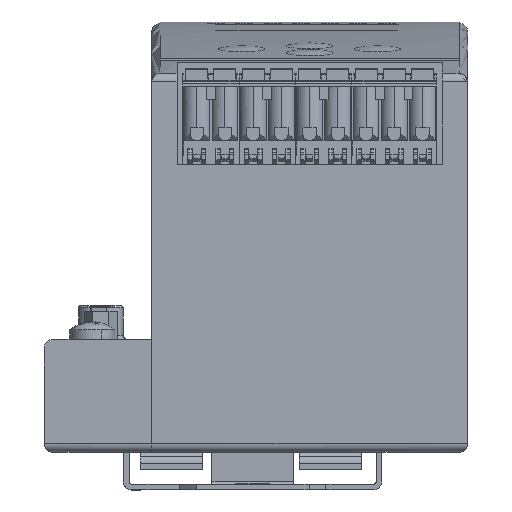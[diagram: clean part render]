
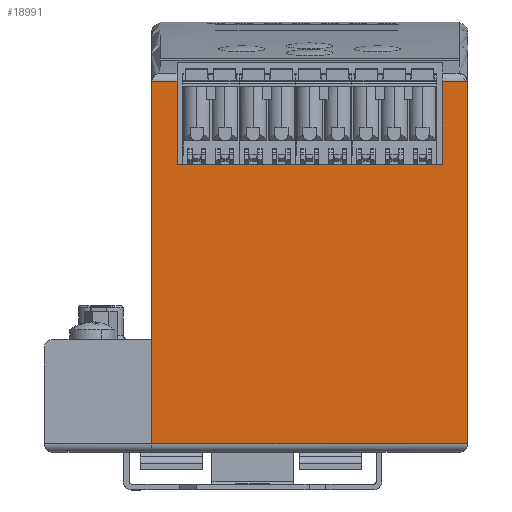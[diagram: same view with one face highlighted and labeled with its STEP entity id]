
A CAD part, front view. The second image highlights one B-rep face of the part: STEP entity #18991.
In plain terms, the highlighted planar face has unit normal (0, -1, 0).
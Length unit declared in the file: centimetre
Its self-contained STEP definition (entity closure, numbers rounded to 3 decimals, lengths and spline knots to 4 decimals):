
#622=PLANE('',#24913);
#1309=B_SPLINE_CURVE_WITH_KNOTS('',3,(#26695,#26696,#26697,#26698,#26699,
#26700,#26701,#26702,#26703,#26704,#26705,#26706,#26707,#26708,#26709,#26710,
#26711,#26712,#26713,#26714,#26715,#26716,#26717,#26718,#26719,#26720,#26721,
#26722,#26723,#26724,#26725,#26726,#26727,#26728),.UNSPECIFIED.,.T.,.U.,
(4,2,2,2,2,2,2,2,2,2,2,2,2,2,2,2,4),(0.,0.0553,0.111,
0.167,0.2234,0.2798,0.3358,
0.3915,0.4468,0.5022,0.5578,
0.6139,0.6702,0.7266,0.7827,
0.8383,0.8937),.UNSPECIFIED.);
#1312=B_SPLINE_CURVE_WITH_KNOTS('',3,(#26773,#26774,#26775,#26776,#26777,
#26778,#26779,#26780,#26781,#26782,#26783,#26784,#26785,#26786,#26787,#26788,
#26789,#26790,#26791,#26792,#26793,#26794,#26795,#26796,#26797,#26798,#26799,
#26800,#26801,#26802,#26803,#26804,#26805,#26806),.UNSPECIFIED.,.T.,.U.,
(4,2,2,2,2,2,2,2,2,2,2,2,2,2,2,2,4),(0.,0.0553,0.111,
0.167,0.2234,0.2798,0.3358,0.3915,
0.4468,0.5022,0.5578,0.6139,
0.6702,0.7266,0.7827,0.8383,0.8937),
 .UNSPECIFIED.);
#1363=VECTOR('',#20093,1.);
#1366=VECTOR('',#20102,1.);
#1371=VECTOR('',#20120,1.);
#1374=VECTOR('',#20126,1.);
#1378=VECTOR('',#20135,1.);
#1379=VECTOR('',#20136,1.);
#1380=VECTOR('',#20137,1.);
#1381=VECTOR('',#20138,1.);
#3304=LINE('',#26747,#1363);
#3307=LINE('',#26755,#1366);
#3312=LINE('',#26820,#1371);
#3315=LINE('',#26825,#1374);
#3319=LINE('',#26836,#1378);
#3320=LINE('',#26837,#1379);
#3321=LINE('',#26838,#1380);
#3322=LINE('',#26840,#1381);
#5556=VERTEX_POINT('',#26694);
#5557=VERTEX_POINT('',#26729);
#5558=VERTEX_POINT('',#26744);
#5561=VERTEX_POINT('',#26754);
#5562=VERTEX_POINT('',#26756);
#5564=VERTEX_POINT('',#26807);
#5565=VERTEX_POINT('',#26814);
#5568=VERTEX_POINT('',#26819);
#5569=VERTEX_POINT('',#26826);
#5572=VERTEX_POINT('',#26839);
#8089=EDGE_CURVE('',#5556,#5557,#1309,.T.);
#8093=EDGE_CURVE('',#5557,#5558,#3304,.T.);
#8097=EDGE_CURVE('',#5561,#5562,#3307,.T.);
#8101=EDGE_CURVE('',#5562,#5564,#1312,.T.);
#8108=EDGE_CURVE('',#5568,#5565,#3312,.T.);
#8111=EDGE_CURVE('',#5569,#5558,#3315,.T.);
#8117=EDGE_CURVE('',#5556,#5565,#3319,.T.);
#8118=EDGE_CURVE('',#5568,#5564,#3320,.T.);
#8119=EDGE_CURVE('',#5561,#5572,#3321,.T.);
#8120=EDGE_CURVE('',#5572,#5569,#3322,.T.);
#10992=ORIENTED_EDGE('',*,*,#8093,.F.);
#10993=ORIENTED_EDGE('',*,*,#8089,.F.);
#10994=ORIENTED_EDGE('',*,*,#8117,.T.);
#10995=ORIENTED_EDGE('',*,*,#8108,.F.);
#10996=ORIENTED_EDGE('',*,*,#8118,.T.);
#10997=ORIENTED_EDGE('',*,*,#8101,.F.);
#10998=ORIENTED_EDGE('',*,*,#8097,.F.);
#10999=ORIENTED_EDGE('',*,*,#8119,.T.);
#11000=ORIENTED_EDGE('',*,*,#8120,.T.);
#11001=ORIENTED_EDGE('',*,*,#8111,.T.);
#16661=EDGE_LOOP('',(#10992,#10993,#10994,#10995,#10996,#10997,#10998,#10999,
#11000,#11001));
#17826=FACE_BOUND('',#16661,.T.);
#18991=ADVANCED_FACE('',(#17826),#622,.T.);
#20093=DIRECTION('',(1.,0.,0.));
#20102=DIRECTION('',(1.,0.,0.));
#20120=DIRECTION('',(-1.,0.,0.));
#20126=DIRECTION('',(0.,0.,1.));
#20134=DIRECTION('',(0.,-1.,0.));
#20135=DIRECTION('',(0.,0.,-1.));
#20136=DIRECTION('',(0.,0.,1.));
#20137=DIRECTION('',(0.,0.,-1.));
#20138=DIRECTION('',(-1.,0.,0.));
#24913=AXIS2_PLACEMENT_3D('',#26835,#20134,$);
#26694=CARTESIAN_POINT('',(-2.8,-6.05,6.5483));
#26695=CARTESIAN_POINT('',(-2.65,-6.05,6.7));
#26696=CARTESIAN_POINT('',(-2.6316,-6.05,6.7));
#26697=CARTESIAN_POINT('',(-2.6099,-6.05,6.6956));
#26698=CARTESIAN_POINT('',(-2.5757,-6.05,6.6814));
#26699=CARTESIAN_POINT('',(-2.5572,-6.05,6.669));
#26700=CARTESIAN_POINT('',(-2.531,-6.05,6.6425));
#26701=CARTESIAN_POINT('',(-2.5186,-6.05,6.6239));
#26702=CARTESIAN_POINT('',(-2.5044,-6.05,6.5892));
#26703=CARTESIAN_POINT('',(-2.5,-6.05,6.5671));
#26704=CARTESIAN_POINT('',(-2.5,-6.05,6.5295));
#26705=CARTESIAN_POINT('',(-2.5044,-6.05,6.5074));
#26706=CARTESIAN_POINT('',(-2.5186,-6.05,6.4727));
#26707=CARTESIAN_POINT('',(-2.531,-6.05,6.454));
#26708=CARTESIAN_POINT('',(-2.5572,-6.05,6.4276));
#26709=CARTESIAN_POINT('',(-2.5757,-6.05,6.4152));
#26710=CARTESIAN_POINT('',(-2.6099,-6.05,6.4009));
#26711=CARTESIAN_POINT('',(-2.6316,-6.05,6.3966));
#26712=CARTESIAN_POINT('',(-2.6684,-6.05,6.3966));
#26713=CARTESIAN_POINT('',(-2.6901,-6.05,6.4009));
#26714=CARTESIAN_POINT('',(-2.7243,-6.05,6.4152));
#26715=CARTESIAN_POINT('',(-2.7428,-6.05,6.4276));
#26716=CARTESIAN_POINT('',(-2.769,-6.05,6.454));
#26717=CARTESIAN_POINT('',(-2.7814,-6.05,6.4727));
#26718=CARTESIAN_POINT('',(-2.7956,-6.05,6.5074));
#26719=CARTESIAN_POINT('',(-2.8,-6.05,6.5295));
#26720=CARTESIAN_POINT('',(-2.8,-6.05,6.5671));
#26721=CARTESIAN_POINT('',(-2.7956,-6.05,6.5892));
#26722=CARTESIAN_POINT('',(-2.7814,-6.05,6.6239));
#26723=CARTESIAN_POINT('',(-2.769,-6.05,6.6425));
#26724=CARTESIAN_POINT('',(-2.7428,-6.05,6.669));
#26725=CARTESIAN_POINT('',(-2.7243,-6.05,6.6814));
#26726=CARTESIAN_POINT('',(-2.6901,-6.05,6.6956));
#26727=CARTESIAN_POINT('',(-2.6684,-6.05,6.7));
#26728=CARTESIAN_POINT('',(-2.65,-6.05,6.7));
#26729=CARTESIAN_POINT('',(-2.7983,-6.05,6.5709));
#26744=CARTESIAN_POINT('',(-2.35,-6.05,6.5709));
#26747=CARTESIAN_POINT('',(-2.8,-6.05,6.5709));
#26754=CARTESIAN_POINT('',(2.35,-6.05,6.5709));
#26755=CARTESIAN_POINT('',(-2.8,-6.05,6.5709));
#26756=CARTESIAN_POINT('',(2.7983,-6.05,6.5709));
#26773=CARTESIAN_POINT('',(2.65,-6.05,6.7));
#26774=CARTESIAN_POINT('',(2.6684,-6.05,6.7));
#26775=CARTESIAN_POINT('',(2.6901,-6.05,6.6956));
#26776=CARTESIAN_POINT('',(2.7243,-6.05,6.6814));
#26777=CARTESIAN_POINT('',(2.7428,-6.05,6.669));
#26778=CARTESIAN_POINT('',(2.769,-6.05,6.6425));
#26779=CARTESIAN_POINT('',(2.7814,-6.05,6.6239));
#26780=CARTESIAN_POINT('',(2.7956,-6.05,6.5892));
#26781=CARTESIAN_POINT('',(2.8,-6.05,6.5671));
#26782=CARTESIAN_POINT('',(2.8,-6.05,6.5295));
#26783=CARTESIAN_POINT('',(2.7956,-6.05,6.5074));
#26784=CARTESIAN_POINT('',(2.7814,-6.05,6.4727));
#26785=CARTESIAN_POINT('',(2.769,-6.05,6.454));
#26786=CARTESIAN_POINT('',(2.7428,-6.05,6.4276));
#26787=CARTESIAN_POINT('',(2.7243,-6.05,6.4152));
#26788=CARTESIAN_POINT('',(2.6901,-6.05,6.4009));
#26789=CARTESIAN_POINT('',(2.6684,-6.05,6.3966));
#26790=CARTESIAN_POINT('',(2.6316,-6.05,6.3966));
#26791=CARTESIAN_POINT('',(2.6099,-6.05,6.4009));
#26792=CARTESIAN_POINT('',(2.5757,-6.05,6.4152));
#26793=CARTESIAN_POINT('',(2.5572,-6.05,6.4276));
#26794=CARTESIAN_POINT('',(2.531,-6.05,6.454));
#26795=CARTESIAN_POINT('',(2.5186,-6.05,6.4727));
#26796=CARTESIAN_POINT('',(2.5044,-6.05,6.5074));
#26797=CARTESIAN_POINT('',(2.5,-6.05,6.5295));
#26798=CARTESIAN_POINT('',(2.5,-6.05,6.5671));
#26799=CARTESIAN_POINT('',(2.5044,-6.05,6.5892));
#26800=CARTESIAN_POINT('',(2.5186,-6.05,6.6239));
#26801=CARTESIAN_POINT('',(2.531,-6.05,6.6425));
#26802=CARTESIAN_POINT('',(2.5572,-6.05,6.669));
#26803=CARTESIAN_POINT('',(2.5757,-6.05,6.6814));
#26804=CARTESIAN_POINT('',(2.6099,-6.05,6.6956));
#26805=CARTESIAN_POINT('',(2.6316,-6.05,6.7));
#26806=CARTESIAN_POINT('',(2.65,-6.05,6.7));
#26807=CARTESIAN_POINT('',(2.8,-6.05,6.5483));
#26814=CARTESIAN_POINT('',(-2.8,-6.05,0.15));
#26819=CARTESIAN_POINT('',(2.8,-6.05,0.15));
#26820=CARTESIAN_POINT('',(-2.8,-6.05,0.15));
#26825=CARTESIAN_POINT('',(-2.35,-6.05,6.175));
#26826=CARTESIAN_POINT('',(-2.35,-6.05,5.1));
#26835=CARTESIAN_POINT('',(-2.8,-6.05,3.35));
#26836=CARTESIAN_POINT('',(-2.8,-6.05,6.7));
#26837=CARTESIAN_POINT('',(2.8,-6.05,6.7));
#26838=CARTESIAN_POINT('',(2.35,-6.05,6.175));
#26839=CARTESIAN_POINT('',(2.35,-6.05,5.1));
#26840=CARTESIAN_POINT('',(-1.4,-6.05,5.1));
